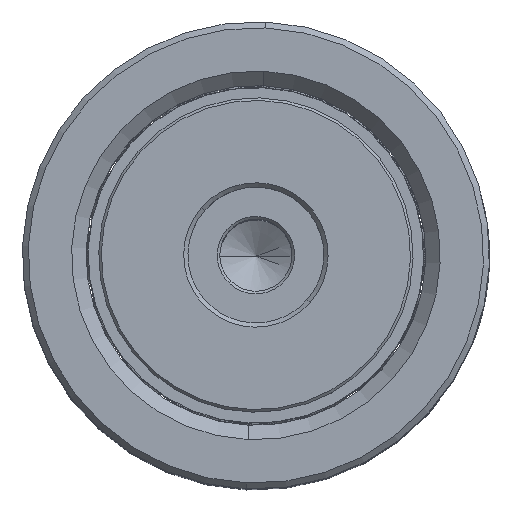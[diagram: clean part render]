
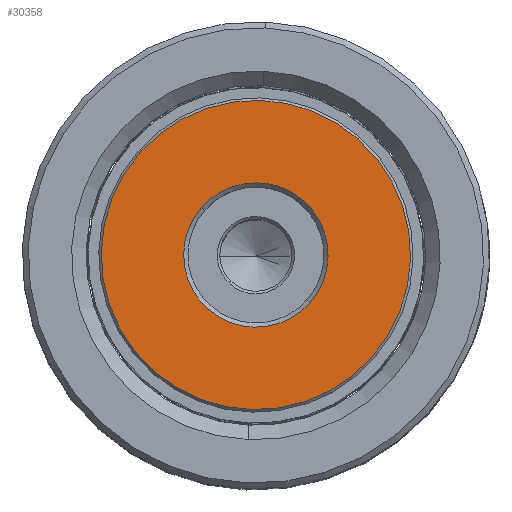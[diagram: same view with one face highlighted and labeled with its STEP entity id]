
A CAD part, top view. The second image highlights one B-rep face of the part: STEP entity #30358.
In plain terms, the highlighted face is planar.
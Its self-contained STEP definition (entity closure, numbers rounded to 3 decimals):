
#829 = CARTESIAN_POINT ( 'NONE',  ( 0., 0., 0. ) ) ;
#3457 = CARTESIAN_POINT ( 'NONE',  ( -18.2, 0., 0. ) ) ;
#3914 = DIRECTION ( 'NONE',  ( 0., 0., 1. ) ) ;
#4576 = CIRCLE ( 'NONE', #24753, 18.2 ) ;
#5802 = CIRCLE ( 'NONE', #34228, 8.5 ) ;
#5892 = CARTESIAN_POINT ( 'NONE',  ( 0., 0., 0. ) ) ;
#5915 = ORIENTED_EDGE ( 'NONE', *, *, #7821, .T. ) ;
#7821 = EDGE_CURVE ( 'NONE', #16293, #16579, #23197, .T. ) ;
#11475 = EDGE_LOOP ( 'NONE', ( #5915, #39376 ) ) ;
#12122 = DIRECTION ( 'NONE',  ( 1., 0., 0. ) ) ;
#12199 = DIRECTION ( 'NONE',  ( 0., 0., -1. ) ) ;
#12265 = CARTESIAN_POINT ( 'NONE',  ( 0., 0., 0. ) ) ;
#12274 = DIRECTION ( 'NONE',  ( 1., 0., 0. ) ) ;
#13694 = DIRECTION ( 'NONE',  ( 1., 0., 0. ) ) ;
#13696 = EDGE_LOOP ( 'NONE', ( #35100, #16784 ) ) ;
#14544 = AXIS2_PLACEMENT_3D ( 'NONE', #5892, #12199, #18334 ) ;
#14990 = FACE_BOUND ( 'NONE', #13696, .T. ) ;
#15326 = CARTESIAN_POINT ( 'NONE',  ( 18.2, 0., 0. ) ) ;
#15847 = CIRCLE ( 'NONE', #32330, 8.5 ) ;
#15871 = CARTESIAN_POINT ( 'NONE',  ( 0., 0., 0. ) ) ;
#16293 = VERTEX_POINT ( 'NONE', #15326 ) ;
#16579 = VERTEX_POINT ( 'NONE', #3457 ) ;
#16784 = ORIENTED_EDGE ( 'NONE', *, *, #33903, .T. ) ;
#18334 = DIRECTION ( 'NONE',  ( 1., 0., 0. ) ) ;
#21008 = EDGE_CURVE ( 'NONE', #40870, #23151, #15847, .T. ) ;
#23151 = VERTEX_POINT ( 'NONE', #40130 ) ;
#23189 = AXIS2_PLACEMENT_3D ( 'NONE', #26627, #29279, #32467 ) ;
#23197 = CIRCLE ( 'NONE', #14544, 18.2 ) ;
#23508 = FACE_OUTER_BOUND ( 'NONE', #11475, .T. ) ;
#24753 = AXIS2_PLACEMENT_3D ( 'NONE', #12265, #37766, #12122 ) ;
#26627 = CARTESIAN_POINT ( 'NONE',  ( 0., 0., 0. ) ) ;
#29279 = DIRECTION ( 'NONE',  ( 0., 0., 1. ) ) ;
#30358 = ADVANCED_FACE ( 'NONE', ( #23508, #14990 ), #35931, .F. ) ;
#32330 = AXIS2_PLACEMENT_3D ( 'NONE', #829, #3914, #13694 ) ;
#32467 = DIRECTION ( 'NONE',  ( 1., 0., 0. ) ) ;
#33903 = EDGE_CURVE ( 'NONE', #23151, #40870, #5802, .T. ) ;
#34228 = AXIS2_PLACEMENT_3D ( 'NONE', #15871, #37773, #12274 ) ;
#35100 = ORIENTED_EDGE ( 'NONE', *, *, #21008, .T. ) ;
#35914 = CARTESIAN_POINT ( 'NONE',  ( -8.5, 0., 0. ) ) ;
#35931 = PLANE ( 'NONE',  #23189 ) ;
#37512 = EDGE_CURVE ( 'NONE', #16579, #16293, #4576, .T. ) ;
#37766 = DIRECTION ( 'NONE',  ( 0., 0., -1. ) ) ;
#37773 = DIRECTION ( 'NONE',  ( 0., 0., 1. ) ) ;
#39376 = ORIENTED_EDGE ( 'NONE', *, *, #37512, .T. ) ;
#40130 = CARTESIAN_POINT ( 'NONE',  ( 8.5, 0., 0. ) ) ;
#40870 = VERTEX_POINT ( 'NONE', #35914 ) ;
